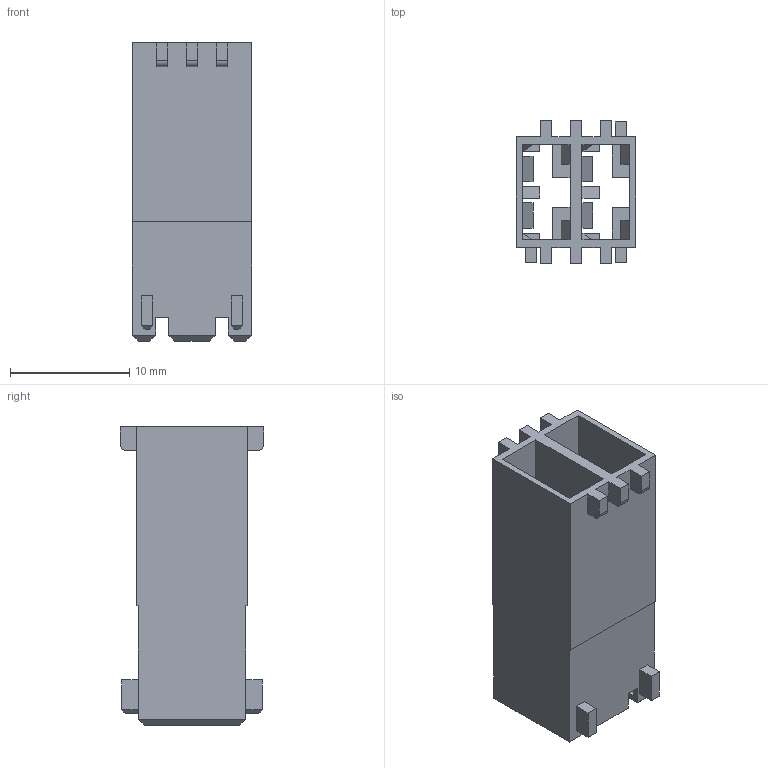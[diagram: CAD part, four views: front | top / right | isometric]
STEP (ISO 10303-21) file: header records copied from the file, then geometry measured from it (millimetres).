
FILE_DESCRIPTION(/* description */ ('Unknown'),/* implementation_level */ '2;1');
FILE_NAME(/* name */ '637100210202',/* time_stamp */ '2023-10-11T15:20:48+02:00',/* author */ ('Unknown'),/* organization */ ('Unknown'),/* preprocessor_version */ 'ST-DEVELOPER v18.102',/* originating_system */ 'Solid Edge',/* authorisation */ 'Unknown');
FILE_SCHEMA (('AUTOMOTIVE_DESIGN {1 0 10303 214 3 1 1}'));
Length unit declared in the file: millimetre
Products named in the file (2): 63710021xxxx; 637100210202
Assembly tree (1 placements, depth 2):
  63710021xxxx
    637100210202
Bounding box: 10 x 12 x 25 mm (x, y, z)
Volume: 801.1 mm3; surface area: 2378.5 mm2
Topology: 1 solids, 1 shells, 171 faces, 464 edges, 300 vertices
Faces by surface type: plane 165, cylinder 6
Entity records: 5303 total; most frequent: CARTESIAN_POINT 937, ORIENTED_EDGE 928, DIRECTION 822, EDGE_CURVE 464, LINE 452, VECTOR 452, VERTEX_POINT 300, AXIS2_PLACEMENT_3D 185
